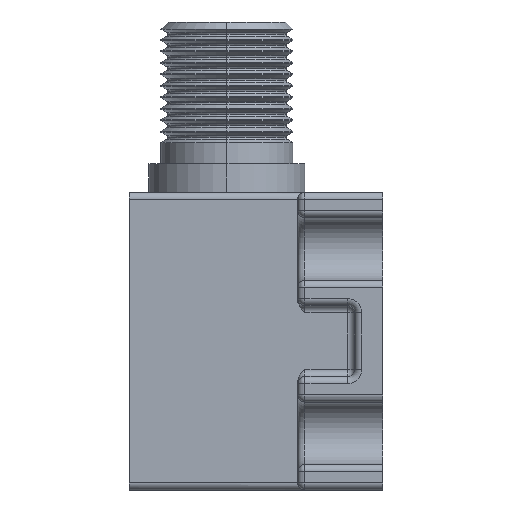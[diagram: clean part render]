
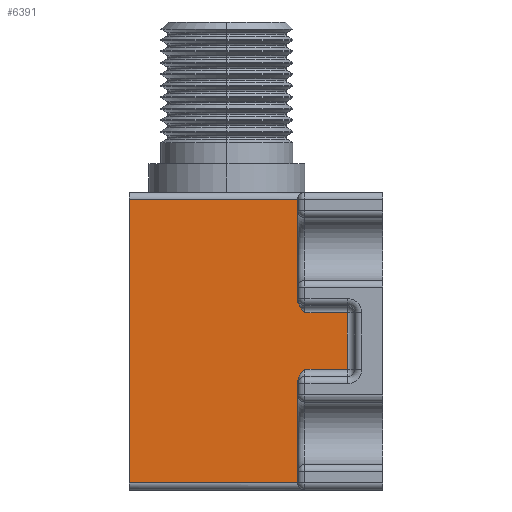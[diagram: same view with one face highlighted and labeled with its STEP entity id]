
A CAD part, left-side view. The second image highlights one B-rep face of the part: STEP entity #6391.
In plain terms, the highlighted planar face has unit normal (-1, 0, 0).
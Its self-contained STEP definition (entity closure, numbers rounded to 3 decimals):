
#11 = ORIENTED_EDGE ( 'NONE', *, *, #3794, .T. ) ;
#620 = VECTOR ( 'NONE', #32768, 1000. ) ;
#682 = VERTEX_POINT ( 'NONE', #22459 ) ;
#965 = DIRECTION ( 'NONE',  ( 0., 0., -1. ) ) ;
#994 = CARTESIAN_POINT ( 'NONE',  ( -29., 5.5, 2. ) ) ;
#1288 = VECTOR ( 'NONE', #22836, 1000. ) ;
#1730 = LINE ( 'NONE', #27171, #32932 ) ;
#3343 = EDGE_CURVE ( 'NONE', #31779, #682, #11770, .T. ) ;
#3366 = CARTESIAN_POINT ( 'NONE',  ( -29., 17.9, 10. ) ) ;
#3794 = EDGE_CURVE ( 'NONE', #11993, #34765, #5990, .T. ) ;
#3972 = EDGE_CURVE ( 'NONE', #21478, #26742, #1730, .T. ) ;
#4088 = VERTEX_POINT ( 'NONE', #11489 ) ;
#4757 = ORIENTED_EDGE ( 'NONE', *, *, #12127, .F. ) ;
#5511 = LINE ( 'NONE', #28012, #36065 ) ;
#5990 = LINE ( 'NONE', #8763, #31913 ) ;
#6192 = CARTESIAN_POINT ( 'NONE',  ( -29., 5.5, 2. ) ) ;
#6391 = ADVANCED_FACE ( 'NONE', ( #35972 ), #24197, .F. ) ;
#6533 = CARTESIAN_POINT ( 'NONE',  ( -29., 5.933, 2.529 ) ) ;
#6705 = ORIENTED_EDGE ( 'NONE', *, *, #30892, .T. ) ;
#7478 = EDGE_CURVE ( 'NONE', #10146, #4088, #25568, .T. ) ;
#8184 = CARTESIAN_POINT ( 'NONE',  ( -29., 2.5, -2. ) ) ;
#8763 = CARTESIAN_POINT ( 'NONE',  ( -29., 0., 2. ) ) ;
#9302 = CARTESIAN_POINT ( 'NONE',  ( -29., 6., 2.866 ) ) ;
#9907 = EDGE_LOOP ( 'NONE', ( #6705, #29372, #4757, #24293, #31089, #16500, #11, #16370, #17258, #19259 ) ) ;
#10079 = EDGE_CURVE ( 'NONE', #21478, #20272, #19364, .T. ) ;
#10146 = VERTEX_POINT ( 'NONE', #14157 ) ;
#10404 = DIRECTION ( 'NONE',  ( 0., 1., 0. ) ) ;
#10973 = CARTESIAN_POINT ( 'NONE',  ( -29., 6., -2.866 ) ) ;
#11195 = CARTESIAN_POINT ( 'NONE',  ( -29., 0., -2. ) ) ;
#11326 = CARTESIAN_POINT ( 'NONE',  ( -29., 5.744, -2.244 ) ) ;
#11489 = CARTESIAN_POINT ( 'NONE',  ( -29., 5.5, -2. ) ) ;
#11770 = LINE ( 'NONE', #20453, #1288 ) ;
#11993 = VERTEX_POINT ( 'NONE', #21257 ) ;
#12127 = EDGE_CURVE ( 'NONE', #10146, #682, #26236, .T. ) ;
#14026 = VECTOR ( 'NONE', #965, 1000. ) ;
#14157 = CARTESIAN_POINT ( 'NONE',  ( -29., 6., -2.866 ) ) ;
#14833 = CARTESIAN_POINT ( 'NONE',  ( -29., 5.744, 2.244 ) ) ;
#15519 = CARTESIAN_POINT ( 'NONE',  ( -29., 17.9, 10.5 ) ) ;
#15692 = CARTESIAN_POINT ( 'NONE',  ( -29., 6., 10. ) ) ;
#16370 = ORIENTED_EDGE ( 'NONE', *, *, #30608, .T. ) ;
#16500 = ORIENTED_EDGE ( 'NONE', *, *, #34457, .T. ) ;
#17258 = ORIENTED_EDGE ( 'NONE', *, *, #10079, .F. ) ;
#17467 = B_SPLINE_CURVE_WITH_KNOTS ( 'NONE', 3,
 ( #994, #23852, #14833, #6533, #23669, #9302 ),
 .UNSPECIFIED., .F., .F.,
 ( 4, 2, 4 ),
 ( 0., 0.001, 0.001 ),
 .UNSPECIFIED. ) ;
#17947 = DIRECTION ( 'NONE',  ( 0., 0., -1. ) ) ;
#18770 = VECTOR ( 'NONE', #17947, 1000. ) ;
#18882 = DIRECTION ( 'NONE',  ( 1., 0., 0. ) ) ;
#19114 = CARTESIAN_POINT ( 'NONE',  ( -29., 5.621, -2.121 ) ) ;
#19259 = ORIENTED_EDGE ( 'NONE', *, *, #3972, .T. ) ;
#19364 = LINE ( 'NONE', #33128, #620 ) ;
#20272 = VERTEX_POINT ( 'NONE', #28027 ) ;
#20363 = CARTESIAN_POINT ( 'NONE',  ( -29., 6., 10.5 ) ) ;
#20453 = CARTESIAN_POINT ( 'NONE',  ( -29., 0., -10. ) ) ;
#21257 = CARTESIAN_POINT ( 'NONE',  ( -29., 2.5, 2. ) ) ;
#21280 = DIRECTION ( 'NONE',  ( 0., 0., -1. ) ) ;
#21478 = VERTEX_POINT ( 'NONE', #15692 ) ;
#22059 = CARTESIAN_POINT ( 'NONE',  ( -29., 6., -2.693 ) ) ;
#22237 = CARTESIAN_POINT ( 'NONE',  ( -29., 17.9, -10. ) ) ;
#22459 = CARTESIAN_POINT ( 'NONE',  ( -29., 6., -10. ) ) ;
#22836 = DIRECTION ( 'NONE',  ( 0., -1., 0. ) ) ;
#23491 = VECTOR ( 'NONE', #33658, 1000. ) ;
#23669 = CARTESIAN_POINT ( 'NONE',  ( -29., 6., 2.693 ) ) ;
#23852 = CARTESIAN_POINT ( 'NONE',  ( -29., 5.621, 2.121 ) ) ;
#24197 = PLANE ( 'NONE',  #31525 ) ;
#24293 = ORIENTED_EDGE ( 'NONE', *, *, #7478, .T. ) ;
#24694 = DIRECTION ( 'NONE',  ( 0., 0., 1. ) ) ;
#25568 = B_SPLINE_CURVE_WITH_KNOTS ( 'NONE', 3,
 ( #10973, #22059, #36389, #11326, #19114, #27575 ),
 .UNSPECIFIED., .F., .F.,
 ( 4, 2, 4 ),
 ( 0., 0.001, 0.001 ),
 .UNSPECIFIED. ) ;
#25622 = VERTEX_POINT ( 'NONE', #8184 ) ;
#26030 = LINE ( 'NONE', #15519, #18770 ) ;
#26236 = LINE ( 'NONE', #20363, #14026 ) ;
#26742 = VERTEX_POINT ( 'NONE', #3366 ) ;
#27171 = CARTESIAN_POINT ( 'NONE',  ( -29., 17.9, 10. ) ) ;
#27575 = CARTESIAN_POINT ( 'NONE',  ( -29., 5.5, -2. ) ) ;
#27620 = LINE ( 'NONE', #11195, #23491 ) ;
#27701 = CARTESIAN_POINT ( 'NONE',  ( -29., 0., 10.5 ) ) ;
#28012 = CARTESIAN_POINT ( 'NONE',  ( -29., 2.5, 2. ) ) ;
#28027 = CARTESIAN_POINT ( 'NONE',  ( -29., 6., 2.866 ) ) ;
#29372 = ORIENTED_EDGE ( 'NONE', *, *, #3343, .T. ) ;
#30608 = EDGE_CURVE ( 'NONE', #34765, #20272, #17467, .T. ) ;
#30892 = EDGE_CURVE ( 'NONE', #26742, #31779, #26030, .T. ) ;
#31089 = ORIENTED_EDGE ( 'NONE', *, *, #31441, .T. ) ;
#31441 = EDGE_CURVE ( 'NONE', #4088, #25622, #27620, .T. ) ;
#31525 = AXIS2_PLACEMENT_3D ( 'NONE', #27701, #18882, #21280 ) ;
#31779 = VERTEX_POINT ( 'NONE', #22237 ) ;
#31913 = VECTOR ( 'NONE', #34171, 1000. ) ;
#32768 = DIRECTION ( 'NONE',  ( 0., 0., -1. ) ) ;
#32932 = VECTOR ( 'NONE', #10404, 1000. ) ;
#33128 = CARTESIAN_POINT ( 'NONE',  ( -29., 6., 10.5 ) ) ;
#33658 = DIRECTION ( 'NONE',  ( 0., -1., 0. ) ) ;
#34171 = DIRECTION ( 'NONE',  ( 0., 1., 0. ) ) ;
#34457 = EDGE_CURVE ( 'NONE', #25622, #11993, #5511, .T. ) ;
#34765 = VERTEX_POINT ( 'NONE', #6192 ) ;
#35972 = FACE_OUTER_BOUND ( 'NONE', #9907, .T. ) ;
#36065 = VECTOR ( 'NONE', #24694, 1000. ) ;
#36389 = CARTESIAN_POINT ( 'NONE',  ( -29., 5.933, -2.529 ) ) ;
